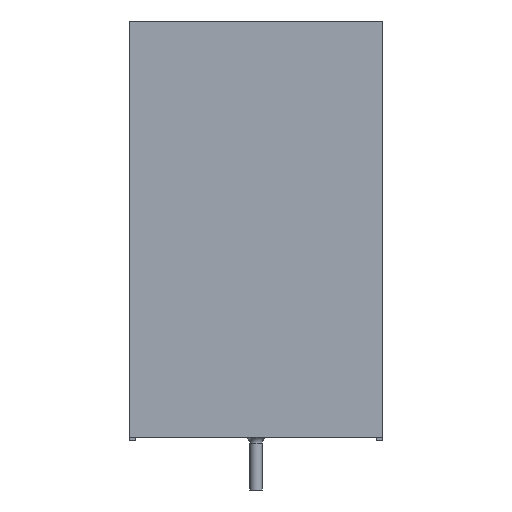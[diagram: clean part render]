
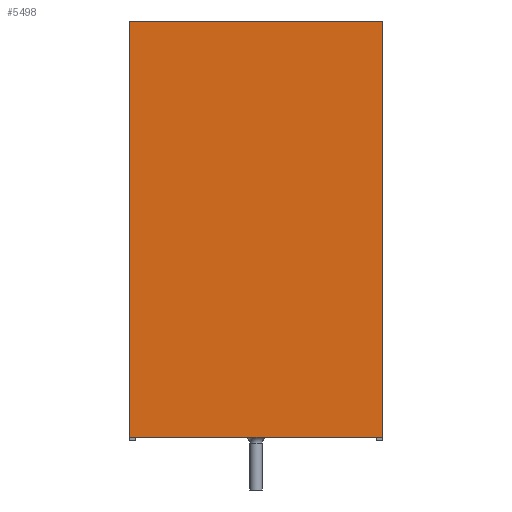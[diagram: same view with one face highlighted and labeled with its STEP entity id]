
A CAD part, left-side view. The second image highlights one B-rep face of the part: STEP entity #5498.
In plain terms, the highlighted planar face has unit normal (-1, 0, 0).
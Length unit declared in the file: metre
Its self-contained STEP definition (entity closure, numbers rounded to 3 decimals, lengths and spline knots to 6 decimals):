
#58=PLANE('',#5722);
#543=ORIENTED_EDGE('',*,*,#1576,.T.);
#544=ORIENTED_EDGE('',*,*,#1590,.F.);
#545=ORIENTED_EDGE('',*,*,#1532,.F.);
#546=ORIENTED_EDGE('',*,*,#1591,.T.);
#1532=EDGE_CURVE('',#2062,#2063,#2446,.T.);
#1576=EDGE_CURVE('',#2104,#2105,#2484,.T.);
#1590=EDGE_CURVE('',#2063,#2105,#2498,.T.);
#1591=EDGE_CURVE('',#2062,#2104,#2499,.T.);
#2062=VERTEX_POINT('',#7636);
#2063=VERTEX_POINT('',#7637);
#2104=VERTEX_POINT('',#7823);
#2105=VERTEX_POINT('',#7824);
#2446=LINE('',#7635,#2905);
#2484=LINE('',#7822,#2943);
#2498=LINE('',#7850,#2957);
#2499=LINE('',#7851,#2958);
#2905=VECTOR('',#6027,1.);
#2943=VECTOR('',#6067,1.);
#2957=VECTOR('',#6085,1.);
#2958=VECTOR('',#6086,1.);
#3325=EDGE_LOOP('',(#543,#544,#545,#546));
#3597=FACE_BOUND('',#3325,.T.);
#5498=ADVANCED_FACE('',(#3597),#58,.F.);
#5722=AXIS2_PLACEMENT_3D('',#7849,#6083,#6084);
#6027=DIRECTION('',(0.,0.,-1.));
#6067=DIRECTION('',(0.,0.,-1.));
#6083=DIRECTION('',(1.,0.,0.));
#6084=DIRECTION('',(0.,0.,-1.));
#6085=DIRECTION('',(0.,1.,0.));
#6086=DIRECTION('',(0.,1.,0.));
#7635=CARTESIAN_POINT('',(-0.021,-0.01025,0.01685));
#7636=CARTESIAN_POINT('',(-0.021,-0.01025,0.01685));
#7637=CARTESIAN_POINT('',(-0.021,-0.01025,-0.01685));
#7822=CARTESIAN_POINT('',(-0.021,0.01025,0.01685));
#7823=CARTESIAN_POINT('',(-0.021,0.01025,0.01685));
#7824=CARTESIAN_POINT('',(-0.021,0.01025,-0.01685));
#7849=CARTESIAN_POINT('',(-0.021,-0.01025,0.01685));
#7850=CARTESIAN_POINT('',(-0.021,-0.01025,-0.01685));
#7851=CARTESIAN_POINT('',(-0.021,-0.01025,0.01685));
